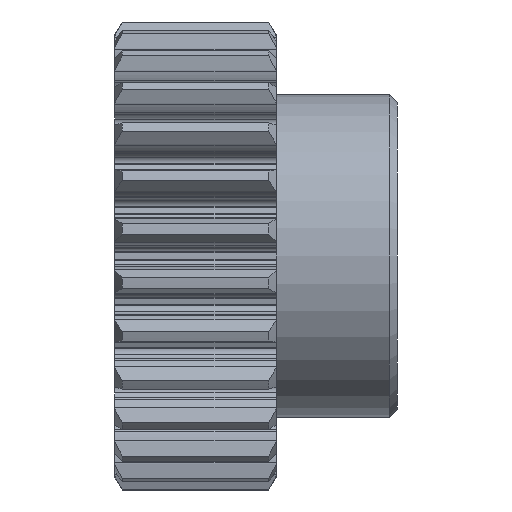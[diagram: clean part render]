
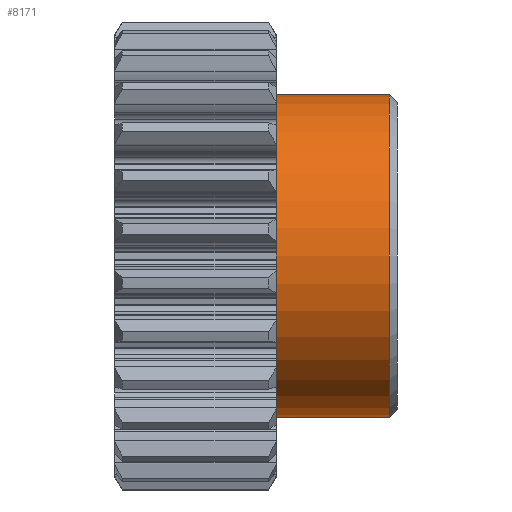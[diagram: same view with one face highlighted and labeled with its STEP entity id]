
A CAD part, front view. The second image highlights one B-rep face of the part: STEP entity #8171.
In plain terms, the highlighted cylindrical face has radius 20 mm (diameter 40 mm), a full revolution.
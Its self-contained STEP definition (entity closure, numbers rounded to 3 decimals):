
#34=VECTOR('',#11580,1.);
#433=LINE('',#14986,#34);
#832=CYLINDRICAL_SURFACE('',#9439,20.);
#1947=VERTEX_POINT('',#14268);
#2292=VERTEX_POINT('',#14987);
#2293=VERTEX_POINT('',#14989);
#2757=CIRCLE('',#9082,20.);
#3112=CIRCLE('',#9440,20.);
#3697=EDGE_CURVE('',#1947,#1947,#2757,.T.);
#4070=EDGE_CURVE('',#2292,#1947,#433,.T.);
#4071=EDGE_CURVE('',#2293,#2292,#3112,.T.);
#4072=EDGE_CURVE('',#2292,#2293,#3112,.T.);
#5484=ORIENTED_EDGE('',*,*,#4070,.T.);
#5485=ORIENTED_EDGE('',*,*,#3697,.T.);
#5486=ORIENTED_EDGE('',*,*,#4070,.F.);
#5487=ORIENTED_EDGE('',*,*,#4071,.F.);
#5488=ORIENTED_EDGE('',*,*,#4072,.F.);
#7255=EDGE_LOOP('',(#5484,#5485,#5486,#5487,#5488));
#7714=FACE_BOUND('',#7255,.T.);
#8171=ADVANCED_FACE('',(#7714),#832,.T.);
#9082=AXIS2_PLACEMENT_3D('',#14267,#10864,#10865);
#9439=AXIS2_PLACEMENT_3D('',#14985,#11578,#11579);
#9440=AXIS2_PLACEMENT_3D('',#14988,#11581,#11582);
#10864=DIRECTION('',(1.,0.,0.));
#10865=DIRECTION('',(0.,0.,-20.));
#11578=DIRECTION('',(1.,0.,0.));
#11579=DIRECTION('',(0.,0.,-20.));
#11580=DIRECTION('',(-1.,0.,0.));
#11581=DIRECTION('',(1.,0.,0.));
#11582=DIRECTION('',(0.,0.,-20.));
#14267=CARTESIAN_POINT('',(20.,0.,0.));
#14268=CARTESIAN_POINT('',(20.,0.,-20.));
#14985=CARTESIAN_POINT('',(35.,0.,0.));
#14986=CARTESIAN_POINT('',(19.,0.,-20.));
#14987=CARTESIAN_POINT('',(34.,0.,-20.));
#14988=CARTESIAN_POINT('',(34.,0.,0.));
#14989=CARTESIAN_POINT('',(34.,0.,20.));
